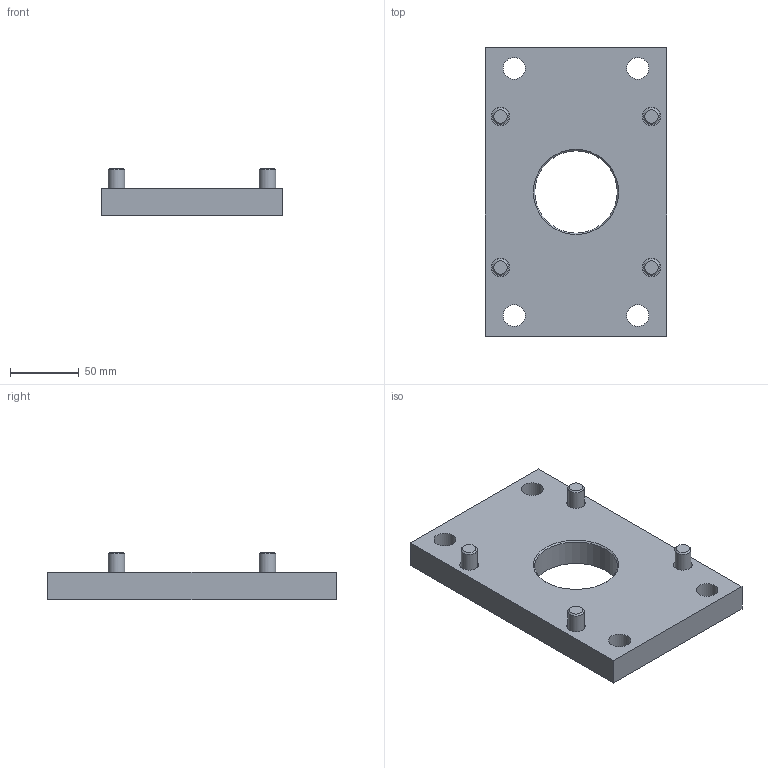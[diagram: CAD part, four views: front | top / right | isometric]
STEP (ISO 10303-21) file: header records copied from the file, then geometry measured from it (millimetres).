
FILE_DESCRIPTION(/* description */ ('STEP AP214'),/* implementation_level */ '2;1');
FILE_NAME(/* name */ '174382_FNC-125',/* time_stamp */ '2024-08-22T08:15:12+02:00',/* author */ ('License CC BY-ND 4.0'),/* organization */ ('CADENAS'),/* preprocessor_version */ 'ST-DEVELOPER v19.3',/* originating_system */ 'PARTsolutions',/* authorisation */ ' ');
FILE_SCHEMA (('AUTOMOTIVE_DESIGN {1 0 10303 214 3 1 1}'));
Length unit declared in the file: millimetre
Products named in the file (3): 174382 FNC-125; 174382 FNC-125---(F); DIN-6912 - M12x25(F)
Assembly tree (5 placements, depth 2):
  174382 FNC-125
    174382 FNC-125---(F)
    DIN-6912 - M12x25(F)  x4
Bounding box: 132 x 210 x 34.5 mm (x, y, z)
Volume: 480217.8 mm3; surface area: 80636.3 mm2
Topology: 5 solids, 5 shells, 140 faces, 273 edges, 151 vertices
Faces by surface type: plane 70, cone 37, cylinder 25, torus 8
Full cylindrical faces by diameter (mm): 6 x4, 12 x4, 13.5 x4, 16 x4, 18 x4, 20 x4, 60 x1
Entity records: 1408 total; most frequent: DIRECTION 244, CARTESIAN_POINT 236, ORIENTED_EDGE 168, AXIS2_PLACEMENT_3D 107, FACE_BOUND 99, EDGE_LOOP 98, EDGE_CURVE 84, VERTEX_POINT 63
